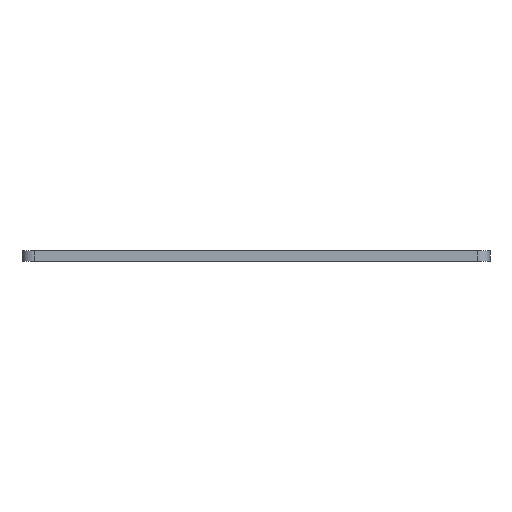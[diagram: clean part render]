
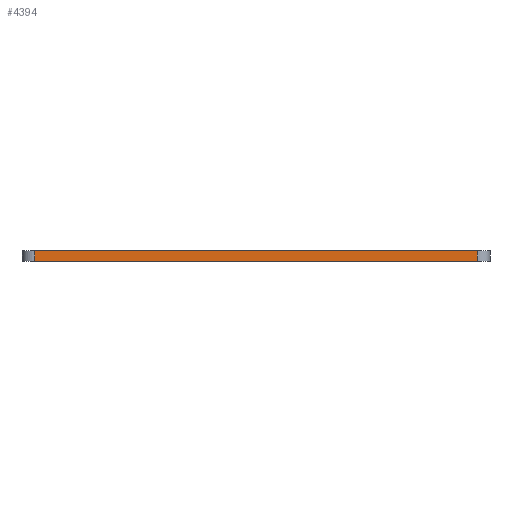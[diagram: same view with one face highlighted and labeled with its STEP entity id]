
A CAD part, front view. The second image highlights one B-rep face of the part: STEP entity #4394.
In plain terms, the highlighted planar face has unit normal (0, -1, 0).
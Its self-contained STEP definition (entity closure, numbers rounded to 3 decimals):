
#83 = PLANE('',#84);
#84 = AXIS2_PLACEMENT_3D('',#85,#86,#87);
#85 = CARTESIAN_POINT('',(47.625,-77.788,1.6));
#86 = DIRECTION('',(0.,0.,1.));
#87 = DIRECTION('',(1.,0.,-0.));
#137 = PLANE('',#138);
#138 = AXIS2_PLACEMENT_3D('',#139,#140,#141);
#139 = CARTESIAN_POINT('',(47.625,-77.788,0.));
#140 = DIRECTION('',(0.,0.,1.));
#141 = DIRECTION('',(1.,0.,-0.));
#334 = VERTEX_POINT('',#335);
#335 = CARTESIAN_POINT('',(13.97,-142.24,0.));
#350 = CYLINDRICAL_SURFACE('',#351,1.905);
#351 = AXIS2_PLACEMENT_3D('',#352,#353,#354);
#352 = CARTESIAN_POINT('',(13.97,-140.335,0.));
#353 = DIRECTION('',(-0.,-0.,-1.));
#354 = DIRECTION('',(1.,0.,-0.));
#362 = EDGE_CURVE('',#334,#363,#365,.T.);
#363 = VERTEX_POINT('',#364);
#364 = CARTESIAN_POINT('',(81.28,-142.24,0.));
#365 = SURFACE_CURVE('',#366,(#370,#377),.PCURVE_S1.);
#366 = LINE('',#367,#368);
#367 = CARTESIAN_POINT('',(13.97,-142.24,0.));
#368 = VECTOR('',#369,1.);
#369 = DIRECTION('',(1.,0.,0.));
#370 = PCURVE('',#137,#371);
#371 = DEFINITIONAL_REPRESENTATION('',(#372),#376);
#372 = LINE('',#373,#374);
#373 = CARTESIAN_POINT('',(-33.655,-64.453));
#374 = VECTOR('',#375,1.);
#375 = DIRECTION('',(1.,0.));
#376 = ( GEOMETRIC_REPRESENTATION_CONTEXT(2) 
PARAMETRIC_REPRESENTATION_CONTEXT() REPRESENTATION_CONTEXT('2D SPACE',''
  ) );
#377 = PCURVE('',#378,#383);
#378 = PLANE('',#379);
#379 = AXIS2_PLACEMENT_3D('',#380,#381,#382);
#380 = CARTESIAN_POINT('',(13.97,-142.24,0.));
#381 = DIRECTION('',(0.,1.,0.));
#382 = DIRECTION('',(1.,0.,0.));
#383 = DEFINITIONAL_REPRESENTATION('',(#384),#388);
#384 = LINE('',#385,#386);
#385 = CARTESIAN_POINT('',(0.,0.));
#386 = VECTOR('',#387,1.);
#387 = DIRECTION('',(1.,0.));
#388 = ( GEOMETRIC_REPRESENTATION_CONTEXT(2) 
PARAMETRIC_REPRESENTATION_CONTEXT() REPRESENTATION_CONTEXT('2D SPACE',''
  ) );
#407 = CYLINDRICAL_SURFACE('',#408,1.905);
#408 = AXIS2_PLACEMENT_3D('',#409,#410,#411);
#409 = CARTESIAN_POINT('',(81.28,-140.335,0.));
#410 = DIRECTION('',(-0.,-0.,-1.));
#411 = DIRECTION('',(1.,0.,-0.));
#2505 = VERTEX_POINT('',#2506);
#2506 = CARTESIAN_POINT('',(13.97,-142.24,1.6));
#2528 = EDGE_CURVE('',#2505,#2529,#2531,.T.);
#2529 = VERTEX_POINT('',#2530);
#2530 = CARTESIAN_POINT('',(81.28,-142.24,1.6));
#2531 = SURFACE_CURVE('',#2532,(#2536,#2543),.PCURVE_S1.);
#2532 = LINE('',#2533,#2534);
#2533 = CARTESIAN_POINT('',(13.97,-142.24,1.6));
#2534 = VECTOR('',#2535,1.);
#2535 = DIRECTION('',(1.,0.,0.));
#2536 = PCURVE('',#83,#2537);
#2537 = DEFINITIONAL_REPRESENTATION('',(#2538),#2542);
#2538 = LINE('',#2539,#2540);
#2539 = CARTESIAN_POINT('',(-33.655,-64.453));
#2540 = VECTOR('',#2541,1.);
#2541 = DIRECTION('',(1.,0.));
#2542 = ( GEOMETRIC_REPRESENTATION_CONTEXT(2) 
PARAMETRIC_REPRESENTATION_CONTEXT() REPRESENTATION_CONTEXT('2D SPACE',''
  ) );
#2543 = PCURVE('',#378,#2544);
#2544 = DEFINITIONAL_REPRESENTATION('',(#2545),#2549);
#2545 = LINE('',#2546,#2547);
#2546 = CARTESIAN_POINT('',(0.,-1.6));
#2547 = VECTOR('',#2548,1.);
#2548 = DIRECTION('',(1.,0.));
#2549 = ( GEOMETRIC_REPRESENTATION_CONTEXT(2) 
PARAMETRIC_REPRESENTATION_CONTEXT() REPRESENTATION_CONTEXT('2D SPACE',''
  ) );
#4344 = EDGE_CURVE('',#363,#2529,#4345,.T.);
#4345 = SURFACE_CURVE('',#4346,(#4350,#4357),.PCURVE_S1.);
#4346 = LINE('',#4347,#4348);
#4347 = CARTESIAN_POINT('',(81.28,-142.24,0.));
#4348 = VECTOR('',#4349,1.);
#4349 = DIRECTION('',(0.,0.,1.));
#4350 = PCURVE('',#407,#4351);
#4351 = DEFINITIONAL_REPRESENTATION('',(#4352),#4356);
#4352 = LINE('',#4353,#4354);
#4353 = CARTESIAN_POINT('',(-4.712,0.));
#4354 = VECTOR('',#4355,1.);
#4355 = DIRECTION('',(-0.,-1.));
#4356 = ( GEOMETRIC_REPRESENTATION_CONTEXT(2) 
PARAMETRIC_REPRESENTATION_CONTEXT() REPRESENTATION_CONTEXT('2D SPACE',''
  ) );
#4357 = PCURVE('',#378,#4358);
#4358 = DEFINITIONAL_REPRESENTATION('',(#4359),#4363);
#4359 = LINE('',#4360,#4361);
#4360 = CARTESIAN_POINT('',(67.31,0.));
#4361 = VECTOR('',#4362,1.);
#4362 = DIRECTION('',(0.,-1.));
#4363 = ( GEOMETRIC_REPRESENTATION_CONTEXT(2) 
PARAMETRIC_REPRESENTATION_CONTEXT() REPRESENTATION_CONTEXT('2D SPACE',''
  ) );
#4373 = EDGE_CURVE('',#334,#2505,#4374,.T.);
#4374 = SURFACE_CURVE('',#4375,(#4379,#4386),.PCURVE_S1.);
#4375 = LINE('',#4376,#4377);
#4376 = CARTESIAN_POINT('',(13.97,-142.24,0.));
#4377 = VECTOR('',#4378,1.);
#4378 = DIRECTION('',(0.,0.,1.));
#4379 = PCURVE('',#350,#4380);
#4380 = DEFINITIONAL_REPRESENTATION('',(#4381),#4385);
#4381 = LINE('',#4382,#4383);
#4382 = CARTESIAN_POINT('',(-4.712,0.));
#4383 = VECTOR('',#4384,1.);
#4384 = DIRECTION('',(-0.,-1.));
#4385 = ( GEOMETRIC_REPRESENTATION_CONTEXT(2) 
PARAMETRIC_REPRESENTATION_CONTEXT() REPRESENTATION_CONTEXT('2D SPACE',''
  ) );
#4386 = PCURVE('',#378,#4387);
#4387 = DEFINITIONAL_REPRESENTATION('',(#4388),#4392);
#4388 = LINE('',#4389,#4390);
#4389 = CARTESIAN_POINT('',(0.,0.));
#4390 = VECTOR('',#4391,1.);
#4391 = DIRECTION('',(0.,-1.));
#4392 = ( GEOMETRIC_REPRESENTATION_CONTEXT(2) 
PARAMETRIC_REPRESENTATION_CONTEXT() REPRESENTATION_CONTEXT('2D SPACE',''
  ) );
#4394 = ADVANCED_FACE('',(#4395),#378,.F.);
#4395 = FACE_BOUND('',#4396,.F.);
#4396 = EDGE_LOOP('',(#4397,#4398,#4399,#4400));
#4397 = ORIENTED_EDGE('',*,*,#4373,.T.);
#4398 = ORIENTED_EDGE('',*,*,#2528,.T.);
#4399 = ORIENTED_EDGE('',*,*,#4344,.F.);
#4400 = ORIENTED_EDGE('',*,*,#362,.F.);
